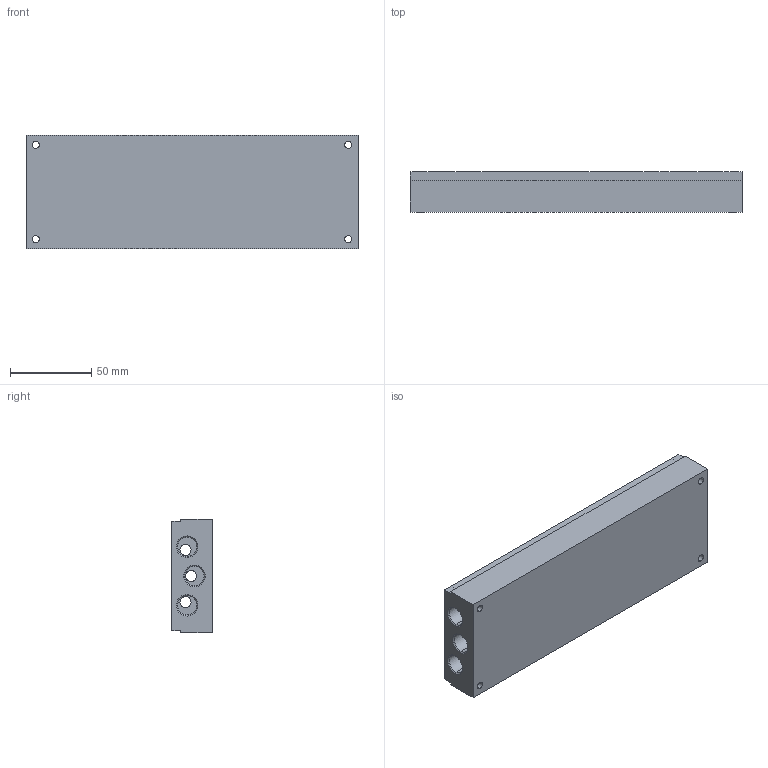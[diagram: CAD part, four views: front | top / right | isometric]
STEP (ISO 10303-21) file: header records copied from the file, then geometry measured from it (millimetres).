
FILE_DESCRIPTION (( 'STEP AP203' ), '1' );
FILE_NAME ('05.091.2.STEP', '2018-12-18T16:44:56', ( '' ), ( '' ), 'SwSTEP 2.0', 'SolidWorks 2016', '' );
FILE_SCHEMA (( 'CONFIG_CONTROL_DESIGN' ));
Length unit declared in the file: millimetre
Products named in the file (1): 05.091.2
Bounding box: 204 x 25 x 70 mm (x, y, z)
Volume: 316687.2 mm3; surface area: 62109.1 mm2
Topology: 1 solids, 1 shells, 363 faces, 898 edges, 580 vertices
Faces by surface type: cylinder 210, plane 97, cone 56
Entity records: 12895 total; most frequent: CARTESIAN_POINT 3822, DIRECTION 1970, ORIENTED_EDGE 1796, EDGE_CURVE 898, AXIS2_PLACEMENT_3D 818, VERTEX_POINT 580, EDGE_LOOP 486, CIRCLE 454
